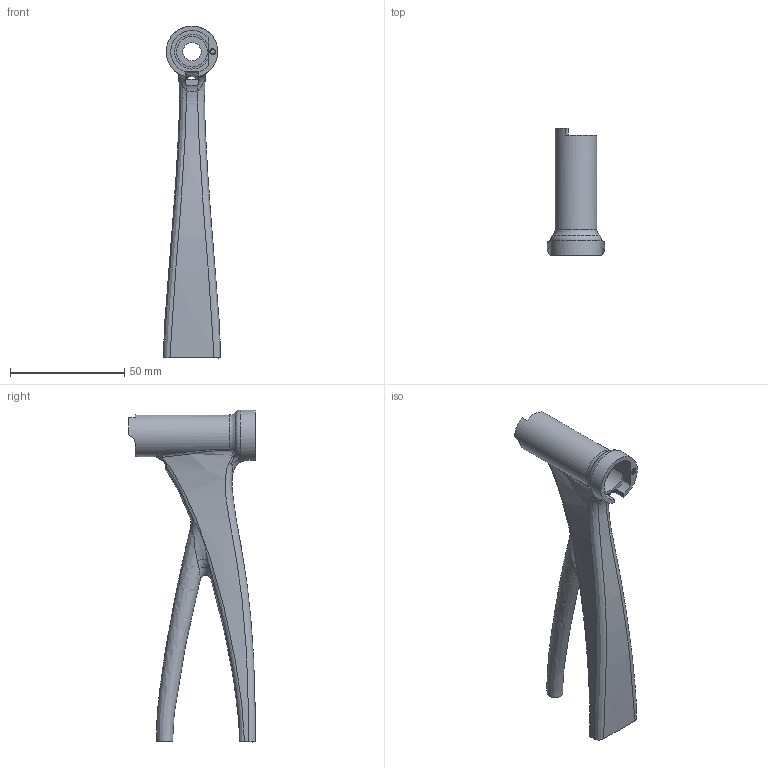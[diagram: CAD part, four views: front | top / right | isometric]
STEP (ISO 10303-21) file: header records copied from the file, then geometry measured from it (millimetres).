
FILE_DESCRIPTION(/* description */ (''),/* implementation_level */ '2;1');
FILE_NAME(/* name */ 'Leg_R3.step',/* time_stamp */ '2024-06-13T12:27:49+02:00',/* author */ (''),/* organization */ (''),/* preprocessor_version */ 'ST-DEVELOPER v20',/* originating_system */ 'Autodesk Translation Framework v13.14.0.145',/* authorisation */ '');
FILE_SCHEMA (('AUTOMOTIVE_DESIGN { 1 0 10303 214 3 1 1 }'));
Length unit declared in the file: millimetre
Products named in the file (1): FusionComponent
Bounding box: 25.07 x 55.51 x 145.25 mm (x, y, z)
Volume: 35752.1 mm3; surface area: 18250.6 mm2
Topology: 1 solids, 1 shells, 281 faces, 815 edges, 534 vertices
Faces by surface type: cylinder 143, bspline 115, plane 21, torus 2
Full cylindrical faces by diameter (mm): 2.075 x7, 2.529 x24, 2.58 x4, 3.086 x12, 8 x1, 13.4 x2, 18.2 x1
Entity records: 26445 total; most frequent: CARTESIAN_POINT 20405, ORIENTED_EDGE 1624, EDGE_CURVE 812, DIRECTION 670, B_SPLINE_CURVE_WITH_KNOTS 564, VERTEX_POINT 534, EDGE_LOOP 288, FACE_OUTER_BOUND 281
